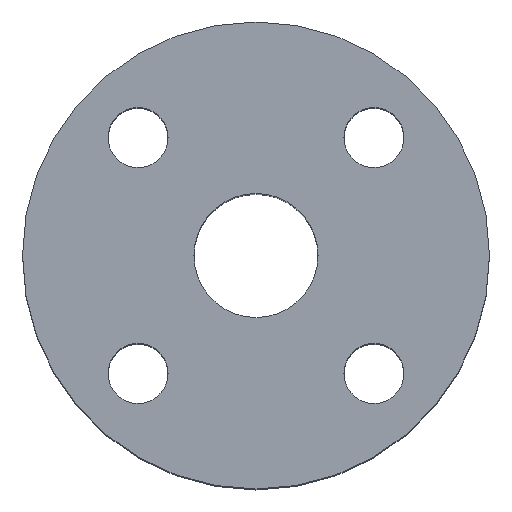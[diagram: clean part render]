
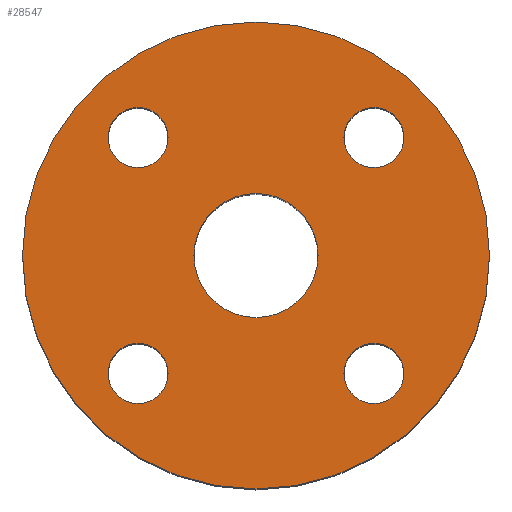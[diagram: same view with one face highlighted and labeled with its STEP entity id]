
A CAD part, top view. The second image highlights one B-rep face of the part: STEP entity #28547.
In plain terms, the highlighted planar face has unit normal (0, 0, 1).
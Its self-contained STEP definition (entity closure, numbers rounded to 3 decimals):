
#180 = VERTEX_POINT ( 'NONE', #2594 ) ;
#185 = CARTESIAN_POINT ( 'NONE',  ( 70., 0., 0. ) ) ;
#352 = EDGE_CURVE ( 'NONE', #18640, #17999, #27921, .T. ) ;
#551 = CIRCLE ( 'NONE', #9176, 9. ) ;
#629 = DIRECTION ( 'NONE',  ( 0., 0., 1. ) ) ;
#720 = DIRECTION ( 'NONE',  ( 0., 0., 1. ) ) ;
#1399 = CIRCLE ( 'NONE', #9092, 9. ) ;
#2147 = EDGE_CURVE ( 'NONE', #26923, #11845, #24688, .T. ) ;
#2594 = CARTESIAN_POINT ( 'NONE',  ( 26.355, -35.355, 0. ) ) ;
#2856 = EDGE_CURVE ( 'NONE', #28652, #28216, #24253, .T. ) ;
#4156 = VERTEX_POINT ( 'NONE', #185 ) ;
#4203 = EDGE_CURVE ( 'NONE', #8539, #4156, #25264, .T. ) ;
#4307 = DIRECTION ( 'NONE',  ( -1., 0., 0. ) ) ;
#4416 = VERTEX_POINT ( 'NONE', #20569 ) ;
#4498 = FACE_BOUND ( 'NONE', #16045, .T. ) ;
#4560 = DIRECTION ( 'NONE',  ( 1., 0., 0. ) ) ;
#4677 = AXIS2_PLACEMENT_3D ( 'NONE', #6808, #20747, #4560 ) ;
#4845 = CARTESIAN_POINT ( 'NONE',  ( -35.355, -35.355, 0. ) ) ;
#4860 = VERTEX_POINT ( 'NONE', #4992 ) ;
#4992 = CARTESIAN_POINT ( 'NONE',  ( -44.355, -35.355, 0. ) ) ;
#5401 = DIRECTION ( 'NONE',  ( 1., 0., 0. ) ) ;
#5698 = DIRECTION ( 'NONE',  ( 0., 0., 1. ) ) ;
#6284 = DIRECTION ( 'NONE',  ( 0., 0., 1. ) ) ;
#6639 = DIRECTION ( 'NONE',  ( 1., 0., 0. ) ) ;
#6749 = CARTESIAN_POINT ( 'NONE',  ( 35.355, 35.355, 0. ) ) ;
#6808 = CARTESIAN_POINT ( 'NONE',  ( 0., 0., 0. ) ) ;
#7043 = EDGE_LOOP ( 'NONE', ( #24010, #16226 ) ) ;
#7128 = EDGE_LOOP ( 'NONE', ( #26026, #8026 ) ) ;
#7192 = CARTESIAN_POINT ( 'NONE',  ( -70., 0., 0. ) ) ;
#7608 = EDGE_CURVE ( 'NONE', #4156, #8539, #29129, .T. ) ;
#8026 = ORIENTED_EDGE ( 'NONE', *, *, #27251, .F. ) ;
#8027 = CARTESIAN_POINT ( 'NONE',  ( 35.355, -35.355, 0. ) ) ;
#8539 = VERTEX_POINT ( 'NONE', #7192 ) ;
#8684 = EDGE_CURVE ( 'NONE', #11845, #26923, #1399, .T. ) ;
#8794 = CIRCLE ( 'NONE', #15011, 18.6 ) ;
#8828 = DIRECTION ( 'NONE',  ( 0., 0., 1. ) ) ;
#8885 = DIRECTION ( 'NONE',  ( 0., 0., 1. ) ) ;
#9092 = AXIS2_PLACEMENT_3D ( 'NONE', #18253, #8828, #11375 ) ;
#9120 = CARTESIAN_POINT ( 'NONE',  ( 0., 0., 0. ) ) ;
#9176 = AXIS2_PLACEMENT_3D ( 'NONE', #20646, #18239, #4307 ) ;
#9241 = CARTESIAN_POINT ( 'NONE',  ( -18.6, 0., 0. ) ) ;
#9495 = ORIENTED_EDGE ( 'NONE', *, *, #20977, .F. ) ;
#9709 = CIRCLE ( 'NONE', #19273, 9. ) ;
#10097 = AXIS2_PLACEMENT_3D ( 'NONE', #6749, #24897, #11404 ) ;
#10211 = AXIS2_PLACEMENT_3D ( 'NONE', #29042, #11026, #17621 ) ;
#10549 = DIRECTION ( 'NONE',  ( 0., 0., 1. ) ) ;
#10671 = EDGE_CURVE ( 'NONE', #4416, #4860, #551, .T. ) ;
#10904 = ORIENTED_EDGE ( 'NONE', *, *, #19341, .F. ) ;
#11026 = DIRECTION ( 'NONE',  ( 0., 0., 1. ) ) ;
#11250 = CARTESIAN_POINT ( 'NONE',  ( 0., 18.6, 0. ) ) ;
#11375 = DIRECTION ( 'NONE',  ( 0., 1., 0. ) ) ;
#11404 = DIRECTION ( 'NONE',  ( 1., 0., 0. ) ) ;
#11845 = VERTEX_POINT ( 'NONE', #17428 ) ;
#12632 = ORIENTED_EDGE ( 'NONE', *, *, #4203, .T. ) ;
#13265 = AXIS2_PLACEMENT_3D ( 'NONE', #16641, #5698, #5401 ) ;
#13903 = EDGE_LOOP ( 'NONE', ( #28242, #12632 ) ) ;
#13986 = ORIENTED_EDGE ( 'NONE', *, *, #2147, .F. ) ;
#14003 = DIRECTION ( 'NONE',  ( -1., 0., 0. ) ) ;
#14418 = AXIS2_PLACEMENT_3D ( 'NONE', #11250, #20101, #24893 ) ;
#15011 = AXIS2_PLACEMENT_3D ( 'NONE', #9120, #6284, #24576 ) ;
#15599 = PLANE ( 'NONE',  #14418 ) ;
#15749 = FACE_OUTER_BOUND ( 'NONE', #13903, .T. ) ;
#16045 = EDGE_LOOP ( 'NONE', ( #9495, #24827 ) ) ;
#16226 = ORIENTED_EDGE ( 'NONE', *, *, #22511, .F. ) ;
#16580 = EDGE_LOOP ( 'NONE', ( #13986, #21421 ) ) ;
#16641 = CARTESIAN_POINT ( 'NONE',  ( 0., 0., 0. ) ) ;
#17032 = DIRECTION ( 'NONE',  ( 0., 0., 1. ) ) ;
#17428 = CARTESIAN_POINT ( 'NONE',  ( -44.355, 35.355, 0. ) ) ;
#17621 = DIRECTION ( 'NONE',  ( 0., -1., 0. ) ) ;
#17999 = VERTEX_POINT ( 'NONE', #28120 ) ;
#18239 = DIRECTION ( 'NONE',  ( 0., 0., 1. ) ) ;
#18253 = CARTESIAN_POINT ( 'NONE',  ( -35.355, 35.355, 0. ) ) ;
#18640 = VERTEX_POINT ( 'NONE', #28915 ) ;
#19273 = AXIS2_PLACEMENT_3D ( 'NONE', #8027, #17032, #21404 ) ;
#19341 = EDGE_CURVE ( 'NONE', #17999, #18640, #23526, .T. ) ;
#19769 = EDGE_CURVE ( 'NONE', #180, #25228, #9709, .T. ) ;
#19949 = FACE_BOUND ( 'NONE', #22082, .T. ) ;
#20101 = DIRECTION ( 'NONE',  ( 0., 0., -1. ) ) ;
#20284 = CARTESIAN_POINT ( 'NONE',  ( 35.355, 35.355, 0. ) ) ;
#20569 = CARTESIAN_POINT ( 'NONE',  ( -26.355, -35.355, 0. ) ) ;
#20646 = CARTESIAN_POINT ( 'NONE',  ( -35.355, -35.355, 0. ) ) ;
#20747 = DIRECTION ( 'NONE',  ( 0., 0., 1. ) ) ;
#20977 = EDGE_CURVE ( 'NONE', #25228, #180, #26985, .T. ) ;
#21224 = AXIS2_PLACEMENT_3D ( 'NONE', #20284, #8885, #6639 ) ;
#21404 = DIRECTION ( 'NONE',  ( 0., -1., 0. ) ) ;
#21421 = ORIENTED_EDGE ( 'NONE', *, *, #8684, .F. ) ;
#22082 = EDGE_LOOP ( 'NONE', ( #10904, #24768 ) ) ;
#22102 = DIRECTION ( 'NONE',  ( 0., 1., 0. ) ) ;
#22343 = FACE_BOUND ( 'NONE', #16580, .T. ) ;
#22413 = AXIS2_PLACEMENT_3D ( 'NONE', #26074, #720, #23381 ) ;
#22511 = EDGE_CURVE ( 'NONE', #28216, #28652, #8794, .T. ) ;
#22783 = FACE_BOUND ( 'NONE', #7128, .T. ) ;
#23381 = DIRECTION ( 'NONE',  ( 1., 0., 0. ) ) ;
#23526 = CIRCLE ( 'NONE', #10097, 9. ) ;
#24010 = ORIENTED_EDGE ( 'NONE', *, *, #2856, .F. ) ;
#24253 = CIRCLE ( 'NONE', #13265, 18.6 ) ;
#24509 = CARTESIAN_POINT ( 'NONE',  ( 44.355, -35.355, 0. ) ) ;
#24576 = DIRECTION ( 'NONE',  ( 1., 0., 0. ) ) ;
#24688 = CIRCLE ( 'NONE', #28044, 9. ) ;
#24768 = ORIENTED_EDGE ( 'NONE', *, *, #352, .F. ) ;
#24827 = ORIENTED_EDGE ( 'NONE', *, *, #19769, .F. ) ;
#24893 = DIRECTION ( 'NONE',  ( -1., 0., 0. ) ) ;
#24897 = DIRECTION ( 'NONE',  ( 0., 0., 1. ) ) ;
#25191 = CARTESIAN_POINT ( 'NONE',  ( 18.6, 0., 0. ) ) ;
#25228 = VERTEX_POINT ( 'NONE', #24509 ) ;
#25264 = CIRCLE ( 'NONE', #4677, 70. ) ;
#26026 = ORIENTED_EDGE ( 'NONE', *, *, #10671, .F. ) ;
#26074 = CARTESIAN_POINT ( 'NONE',  ( 0., 0., 0. ) ) ;
#26606 = CARTESIAN_POINT ( 'NONE',  ( -35.355, 35.355, 0. ) ) ;
#26923 = VERTEX_POINT ( 'NONE', #28612 ) ;
#26985 = CIRCLE ( 'NONE', #10211, 9. ) ;
#27198 = CIRCLE ( 'NONE', #28164, 9. ) ;
#27251 = EDGE_CURVE ( 'NONE', #4860, #4416, #27198, .T. ) ;
#27921 = CIRCLE ( 'NONE', #21224, 9. ) ;
#28044 = AXIS2_PLACEMENT_3D ( 'NONE', #26606, #10549, #22102 ) ;
#28120 = CARTESIAN_POINT ( 'NONE',  ( 44.355, 35.355, 0. ) ) ;
#28164 = AXIS2_PLACEMENT_3D ( 'NONE', #4845, #629, #14003 ) ;
#28216 = VERTEX_POINT ( 'NONE', #9241 ) ;
#28242 = ORIENTED_EDGE ( 'NONE', *, *, #7608, .T. ) ;
#28547 = ADVANCED_FACE ( 'NONE', ( #4498, #22783, #22343, #19949, #29696, #15749 ), #15599, .F. ) ;
#28612 = CARTESIAN_POINT ( 'NONE',  ( -26.355, 35.355, 0. ) ) ;
#28652 = VERTEX_POINT ( 'NONE', #25191 ) ;
#28915 = CARTESIAN_POINT ( 'NONE',  ( 26.355, 35.355, 0. ) ) ;
#29042 = CARTESIAN_POINT ( 'NONE',  ( 35.355, -35.355, 0. ) ) ;
#29129 = CIRCLE ( 'NONE', #22413, 70. ) ;
#29696 = FACE_BOUND ( 'NONE', #7043, .T. ) ;
